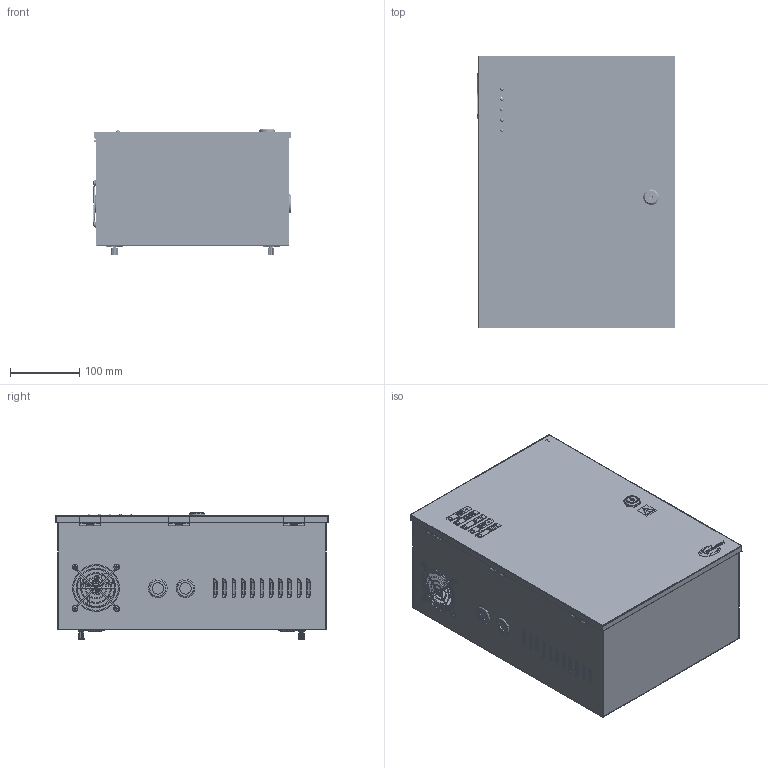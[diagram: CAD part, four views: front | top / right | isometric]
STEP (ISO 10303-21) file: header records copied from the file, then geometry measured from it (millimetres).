
FILE_DESCRIPTION (( 'STEP AP214' ), '1' );
FILE_NAME ('AD1220R_STPALL.step', '2024-06-18T09:44:35', ( '' ), ( '' ), 'SwSTEP 2.0', 'SolidWorks 2020', '' );
FILE_SCHEMA (( 'AUTOMOTIVE_DESIGN' ));
Length unit declared in the file: millimetre
Products named in the file (35): BOITIER AD1220R_AD1220R; ELEC AD2405R-1_NV ELEC; ISO 7045 - M4 x 8 - Z --- 8S_ISO 7045 - M4 x 8 - Z --- 8S; HDR1x3; GRID; B2B-PH-K-S; ELEC1 AD1203R-OBS_NV ELEC; ELEC AD2405R; AD1220R_STPALL; ISO 7045 - M3 x 6 - Z --- 6S_ISO 7045 - M3 x 6 - Z --- 6S; CAM LOCK XL_P16; CASING DE PROTECTION; HB-9500_6P; EP0180-LED 5MM_ORANGE; Hexagon Thin Nut ISO - 4035 - M4 - N_Hexagon Thin Nut ISO - 4035 - M4 - N; HB-9500_3P; Deviatore a Rotella Panasonic AM5_LIBRE; Parte 2 Deviatore a Rotella Panasonic AM5; Parte 1 Deviatore a Rotella Panasonic AM5; Parte 3 Deviatore a Rotella Panasonic AM5; PCB AD2405R_NV ELEC RELAIS; r6513-00_paroi 0.8mm; Header 2_0 6x; EP0180-LED 5MM_ROUGE; RedLED-3mm; EP0180-LED 5MM_VERT; BT CONTACT; RELAY; Jumper; ENTRETOISE H4.8; mkds_1.5-8; DIN 967 - M4 x 6 - Z --- 4.6N_DIN 967 - M4 x 6 - Z --- 4.6N; User Library-20mm diameter panel hole grommet; COUVERCLE DE PROTECTION_NV ELEC RELAIS; Parte 4 Deviatore a Rotella Panasonic AM5
Assembly tree (63 placements, depth 4):
  AD1220R_STPALL
    BOITIER AD1220R_AD1220R
    PCB AD2405R_NV ELEC RELAIS
      CASING DE PROTECTION
      COUVERCLE DE PROTECTION_NV ELEC RELAIS
      ELEC AD2405R
      ELEC AD2405R-1_NV ELEC
        ENTRETOISE H4.8  x4
        ELEC1 AD1203R-OBS_NV ELEC
        ISO 7045 - M3 x 6 - Z --- 6S_ISO 7045 - M3 x 6 - Z --- 6S  x4
        RELAY  x2
        B2B-PH-K-S
        mkds_1.5-8
        HDR1x3  x2
        Jumper  x2
      HB-9500_3P
      HB-9500_6P
      BT CONTACT
      Header 2_0 6x
      RedLED-3mm
      B2B-PH-K-S
    DIN 967 - M4 x 6 - Z --- 4.6N_DIN 967 - M4 x 6 - Z --- 4.6N  x4
    Deviatore a Rotella Panasonic AM5_LIBRE
      Parte 1 Deviatore a Rotella Panasonic AM5
      Parte 2 Deviatore a Rotella Panasonic AM5
      Parte 3 Deviatore a Rotella Panasonic AM5
      Parte 4 Deviatore a Rotella Panasonic AM5
    CAM LOCK XL_P16
    User Library-20mm diameter panel hole grommet  x6
    EP0180-LED 5MM_VERT  x2
    EP0180-LED 5MM_ORANGE
    EP0180-LED 5MM_ROUGE  x2
    GRID
    Hexagon Thin Nut ISO - 4035 - M4 - N_Hexagon Thin Nut ISO - 4035 - M4 - N  x4
    ISO 7045 - M4 x 8 - Z --- 8S_ISO 7045 - M4 x 8 - Z --- 8S  x4
    r6513-00_paroi 0.8mm  x4
Bounding box: 287.4 x 395 x 183.8 mm (x, y, z)
Volume: 583921.5 mm3; surface area: 1150151 mm2
Topology: 78 solids, 78 shells, 6617 faces, 17606 edges, 11632 vertices
Faces by surface type: plane 3969, cylinder 1091, bspline 662, cone 556, torus 303, sphere 36
Entity records: 235121 total; most frequent: CARTESIAN_POINT 73182, ORIENTED_EDGE 28388, DIRECTION 24237, EDGE_CURVE 14194, VECTOR 9705, LINE 9705, VERTEX_POINT 9499, AXIS2_PLACEMENT_3D 7266
